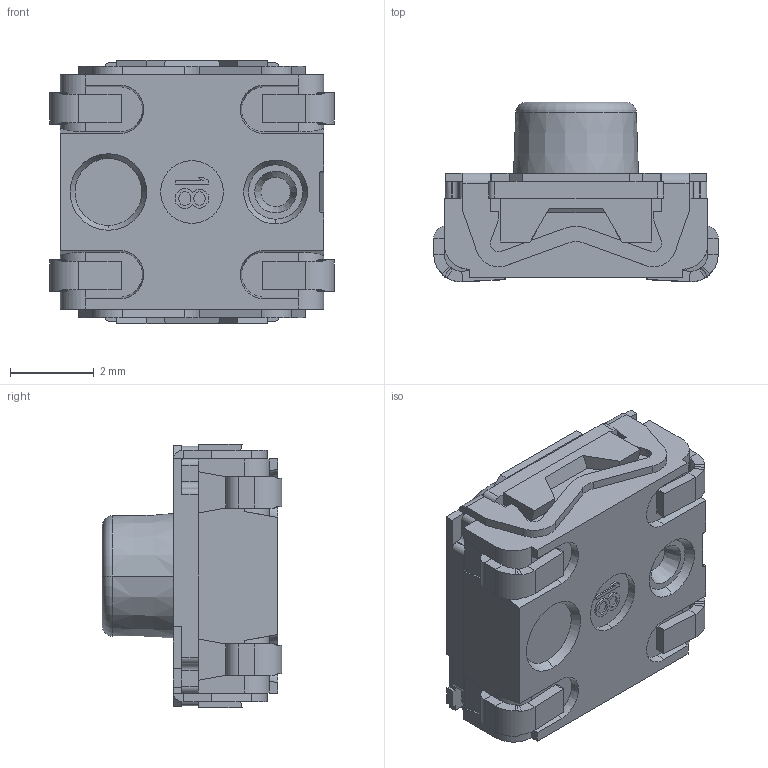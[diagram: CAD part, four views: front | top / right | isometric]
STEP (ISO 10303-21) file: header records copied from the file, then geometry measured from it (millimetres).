
FILE_DESCRIPTION((''),'2;1');
FILE_NAME('CU17K11541FP_SW0001','2014-09-04T',('lb9412d'),(''),'PRO/ENGINEER BY PARAMETRIC TECHNOLOGY CORPORATION, 2013320','PRO/ENGINEER BY PARAMETRIC TECHNOLOGY CORPORATION, 2013320','');
FILE_SCHEMA(('CONFIG_CONTROL_DESIGN'));
Length unit declared in the file: millimetre
Products named in the file (1): CU17K11541FP_SW0001
Bounding box: 6.8 x 4.3 x 6.3 mm (x, y, z)
Volume: 101.4 mm3; surface area: 199.5 mm2
Topology: 1 solids, 1 shells, 557 faces, 1538 edges, 992 vertices
Faces by surface type: plane 456, cylinder 69, bspline 16, cone 12, torus 4
Entity records: 17996 total; most frequent: CARTESIAN_POINT 3796, ORIENTED_EDGE 3076, DIRECTION 2724, EDGE_CURVE 1538, VECTOR 1308, LINE 1308, VERTEX_POINT 992, AXIS2_PLACEMENT_3D 708
